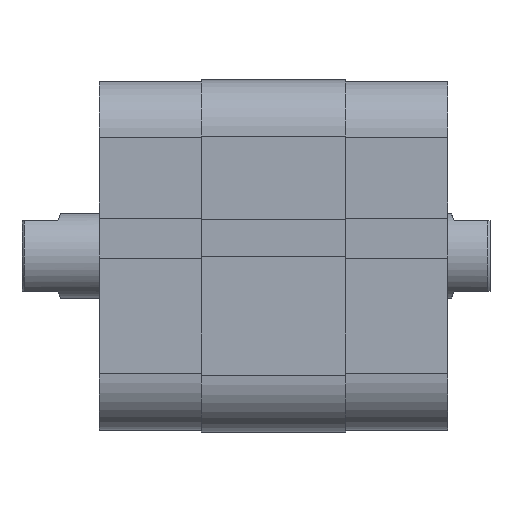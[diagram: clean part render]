
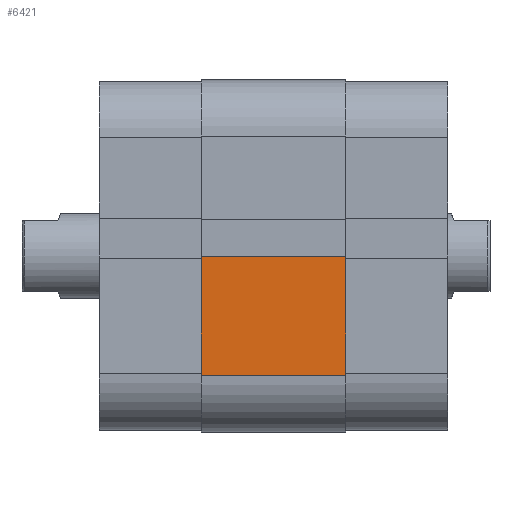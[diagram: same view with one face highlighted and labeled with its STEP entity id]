
A CAD part, top view. The second image highlights one B-rep face of the part: STEP entity #6421.
In plain terms, the highlighted face is planar.
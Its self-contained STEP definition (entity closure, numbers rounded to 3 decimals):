
#48 = LINE ( 'NONE', #4312, #49 ) ;
#49 = VECTOR ( 'NONE', #4383, 1000. ) ;
#169 = LINE ( 'NONE', #4534, #179 ) ;
#172 = LINE ( 'NONE', #4567, #173 ) ;
#173 = VECTOR ( 'NONE', #4614, 1000. ) ;
#175 = LINE ( 'NONE', #4608, #177 ) ;
#177 = VECTOR ( 'NONE', #4566, 1000. ) ;
#179 = VECTOR ( 'NONE', #4287, 1000. ) ;
#350 = FACE_OUTER_BOUND ( 'NONE', #5733, .T. ) ;
#898 = PLANE ( 'NONE',  #3740 ) ;
#901 = CARTESIAN_POINT ( 'NONE',  ( 0., -25., 20.5 ) ) ;
#907 = DIRECTION ( 'NONE',  ( 0., 1., 0. ) ) ;
#908 = DIRECTION ( 'NONE',  ( -1., 0., 0. ) ) ;
#1822 = CARTESIAN_POINT ( 'NONE',  ( 17., -25., 0. ) ) ;
#1963 = CARTESIAN_POINT ( 'NONE',  ( 17., -25., 20.5 ) ) ;
#2050 = CARTESIAN_POINT ( 'NONE',  ( 0.1, -25., 0. ) ) ;
#2113 = CARTESIAN_POINT ( 'NONE',  ( 0.1, -25., 20.5 ) ) ;
#3384 = EDGE_CURVE ( 'NONE', #7168, #7104, #48, .T. ) ;
#3466 = EDGE_CURVE ( 'NONE', #7168, #7017, #172, .T. ) ;
#3469 = EDGE_CURVE ( 'NONE', #7017, #6854, #175, .T. ) ;
#3470 = EDGE_CURVE ( 'NONE', #7104, #6854, #169, .T. ) ;
#3740 = AXIS2_PLACEMENT_3D ( 'NONE', #901, #907, #908 ) ;
#4287 = DIRECTION ( 'NONE',  ( 1., 0., 0. ) ) ;
#4312 = CARTESIAN_POINT ( 'NONE',  ( 0.1, -25., 20.5 ) ) ;
#4383 = DIRECTION ( 'NONE',  ( 0., 0., -1. ) ) ;
#4534 = CARTESIAN_POINT ( 'NONE',  ( 0., -25., 0. ) ) ;
#4566 = DIRECTION ( 'NONE',  ( 0., 0., -1. ) ) ;
#4567 = CARTESIAN_POINT ( 'NONE',  ( 0., -25., 20.5 ) ) ;
#4608 = CARTESIAN_POINT ( 'NONE',  ( 17., -25., 20.5 ) ) ;
#4614 = DIRECTION ( 'NONE',  ( 1., 0., 0. ) ) ;
#4657 = ORIENTED_EDGE ( 'NONE', *, *, #3466, .F. ) ;
#4745 = ORIENTED_EDGE ( 'NONE', *, *, #3384, .T. ) ;
#5161 = ORIENTED_EDGE ( 'NONE', *, *, #3469, .F. ) ;
#5162 = ORIENTED_EDGE ( 'NONE', *, *, #3470, .T. ) ;
#5733 = EDGE_LOOP ( 'NONE', ( #5162, #5161, #4657, #4745 ) ) ;
#6421 = ADVANCED_FACE ( 'NONE', ( #350 ), #898, .F. ) ;
#6854 = VERTEX_POINT ( 'NONE', #1822 ) ;
#7017 = VERTEX_POINT ( 'NONE', #1963 ) ;
#7104 = VERTEX_POINT ( 'NONE', #2050 ) ;
#7168 = VERTEX_POINT ( 'NONE', #2113 ) ;
